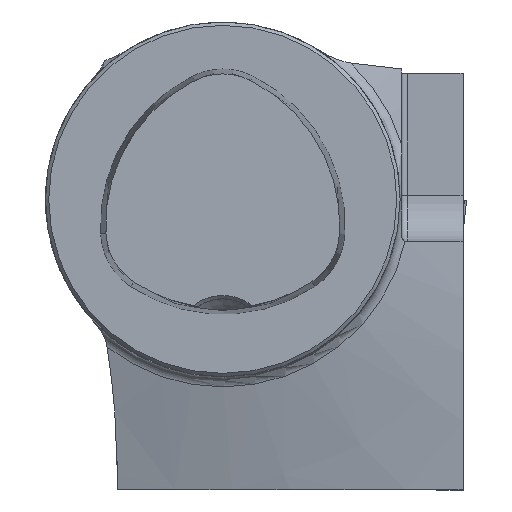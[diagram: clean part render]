
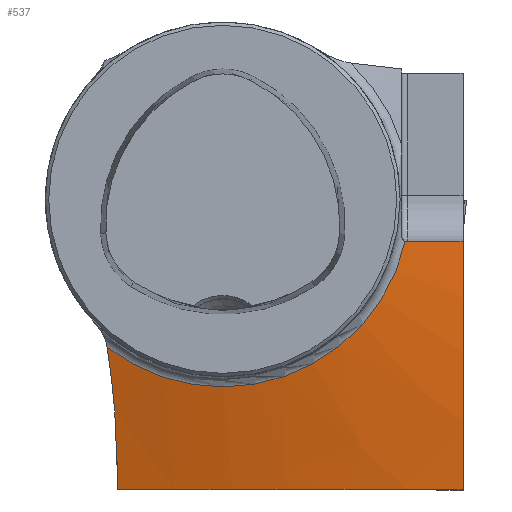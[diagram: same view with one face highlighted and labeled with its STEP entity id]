
A CAD part, top view. The second image highlights one B-rep face of the part: STEP entity #537.
In plain terms, the highlighted conical face has half-angle 75 degrees and reference radius 16 mm.
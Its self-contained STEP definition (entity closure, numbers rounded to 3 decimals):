
#147=CONICAL_SURFACE('',#1960,16.,75.);
#537=ADVANCED_FACE('FP_RR_SU1',(#639),#147,.T.);
#639=FACE_OUTER_BOUND('',#735,.T.);
#735=EDGE_LOOP('',(#919,#920,#921,#922,#923,#924,#925));
#842=B_SPLINE_CURVE_WITH_KNOTS('',3,(#2651,#2652,#2653,#2654),
 .UNSPECIFIED.,.F.,.F.,(4,4),(0.,1.),.UNSPECIFIED.);
#843=B_SPLINE_CURVE_WITH_KNOTS('',3,(#2687,#2688,#2689,#2690),
 .UNSPECIFIED.,.F.,.F.,(4,4),(0.,1.),.UNSPECIFIED.);
#844=B_SPLINE_CURVE_WITH_KNOTS('',3,(#2693,#2694,#2695,#2696,#2697,#2698),
 .UNSPECIFIED.,.F.,.F.,(4,2,4),(0.,0.5,1.),.UNSPECIFIED.);
#845=B_SPLINE_CURVE_WITH_KNOTS('',3,(#2699,#2700,#2701,#2702),
 .UNSPECIFIED.,.F.,.F.,(4,4),(0.,1.),.UNSPECIFIED.);
#846=B_SPLINE_CURVE_WITH_KNOTS('',3,(#2704,#2705,#2706,#2707),
 .UNSPECIFIED.,.F.,.F.,(4,4),(0.,1.),.UNSPECIFIED.);
#847=B_SPLINE_CURVE_WITH_KNOTS('',3,(#2708,#2709,#2710,#2711),
 .UNSPECIFIED.,.F.,.F.,(4,4),(0.,1.),.UNSPECIFIED.);
#919=ORIENTED_EDGE('',*,*,#1617,.F.);
#920=ORIENTED_EDGE('',*,*,#1618,.T.);
#921=ORIENTED_EDGE('',*,*,#1601,.T.);
#922=ORIENTED_EDGE('',*,*,#1619,.T.);
#923=ORIENTED_EDGE('',*,*,#1620,.F.);
#924=ORIENTED_EDGE('',*,*,#1591,.T.);
#925=ORIENTED_EDGE('',*,*,#1621,.F.);
#1417=VERTEX_POINT('',#2607);
#1418=VERTEX_POINT('',#2609);
#1427=VERTEX_POINT('',#2655);
#1428=VERTEX_POINT('',#2656);
#1443=VERTEX_POINT('',#2691);
#1444=VERTEX_POINT('',#2692);
#1445=VERTEX_POINT('',#2703);
#1591=EDGE_CURVE('',#1418,#1417,#1852,.T.);
#1601=EDGE_CURVE('',#1427,#1428,#842,.T.);
#1617=EDGE_CURVE('',#1443,#1444,#843,.T.);
#1618=EDGE_CURVE('',#1443,#1427,#844,.T.);
#1619=EDGE_CURVE('',#1428,#1445,#845,.T.);
#1620=EDGE_CURVE('',#1418,#1445,#846,.T.);
#1621=EDGE_CURVE('',#1444,#1417,#847,.T.);
#1852=CIRCLE('',#1954,16.889);
#1954=AXIS2_PLACEMENT_3D('',#2608,#2120,#2121);
#1960=AXIS2_PLACEMENT_3D('',#2712,#2151,#2152);
#2120=DIRECTION('',(0.,0.,-1.));
#2121=DIRECTION('',(1.,0.,0.));
#2151=DIRECTION('',(0.,0.,-1.));
#2152=DIRECTION('',(-1.,0.,0.));
#2607=CARTESIAN_POINT('',(-10.446,-13.271,-16.438));
#2608=CARTESIAN_POINT('',(0.,0.,-16.438));
#2609=CARTESIAN_POINT('',(16.465,-3.764,-16.438));
#2651=CARTESIAN_POINT('',(21.675,-26.127,-21.009));
#2652=CARTESIAN_POINT('',(21.675,-18.748,-19.487));
#2653=CARTESIAN_POINT('',(21.675,-11.342,-18.158));
#2654=CARTESIAN_POINT('',(21.675,-3.8,-17.809));
#2655=CARTESIAN_POINT('',(21.675,-26.127,-21.009));
#2656=CARTESIAN_POINT('',(21.675,-3.8,-17.809));
#2687=CARTESIAN_POINT('',(-9.5,-26.127,-19.362));
#2688=CARTESIAN_POINT('',(-9.5,-25.676,-19.248));
#2689=CARTESIAN_POINT('',(-9.5,-25.224,-19.135));
#2690=CARTESIAN_POINT('',(-9.5,-24.773,-19.022));
#2691=CARTESIAN_POINT('',(-9.5,-26.127,-19.362));
#2692=CARTESIAN_POINT('',(-9.5,-24.773,-19.022));
#2693=CARTESIAN_POINT('',(-9.5,-26.127,-19.362));
#2694=CARTESIAN_POINT('',(-4.38,-26.127,-18.893));
#2695=CARTESIAN_POINT('',(0.86,-26.127,-18.783));
#2696=CARTESIAN_POINT('',(11.313,-26.127,-19.419));
#2697=CARTESIAN_POINT('',(16.512,-26.127,-20.126));
#2698=CARTESIAN_POINT('',(21.675,-26.127,-21.009));
#2699=CARTESIAN_POINT('',(21.675,-3.8,-17.809));
#2700=CARTESIAN_POINT('',(20.,-3.8,-17.367));
#2701=CARTESIAN_POINT('',(18.326,-3.8,-16.927));
#2702=CARTESIAN_POINT('',(16.65,-3.8,-16.489));
#2703=CARTESIAN_POINT('',(16.65,-3.8,-16.489));
#2704=CARTESIAN_POINT('',(16.465,-3.764,-16.438));
#2705=CARTESIAN_POINT('',(16.523,-3.788,-16.455));
#2706=CARTESIAN_POINT('',(16.587,-3.8,-16.472));
#2707=CARTESIAN_POINT('',(16.65,-3.8,-16.489));
#2708=CARTESIAN_POINT('',(-9.5,-24.773,-19.022));
#2709=CARTESIAN_POINT('',(-9.5,-20.943,-18.064));
#2710=CARTESIAN_POINT('',(-9.847,-17.108,-17.147));
#2711=CARTESIAN_POINT('',(-10.446,-13.271,-16.438));
#2712=CARTESIAN_POINT('',(0.,0.,-16.2));
